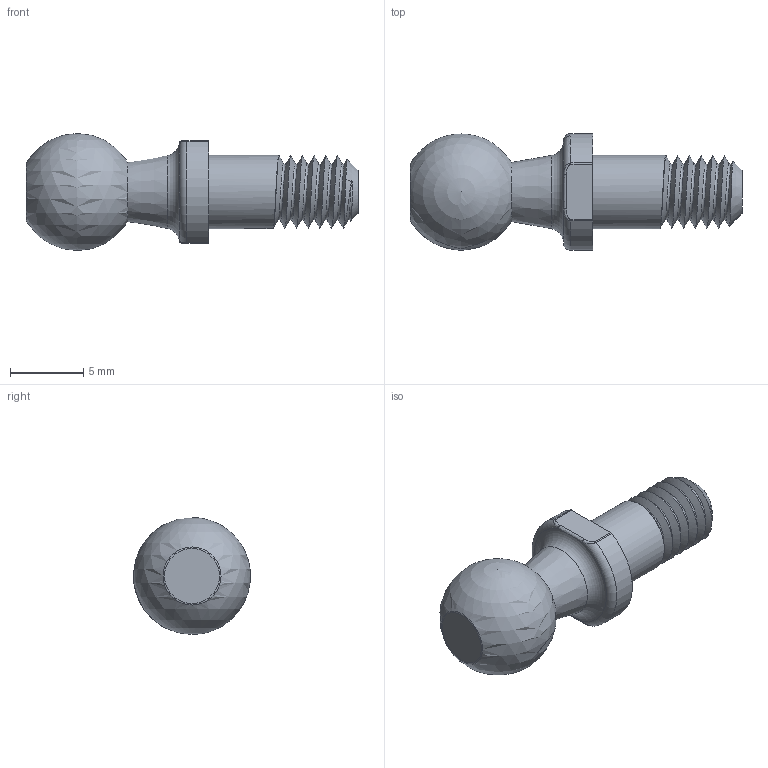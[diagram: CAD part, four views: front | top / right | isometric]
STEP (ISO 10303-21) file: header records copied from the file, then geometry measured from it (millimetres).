
FILE_DESCRIPTION (( 'STEP AP214' ), '1' );
FILE_NAME ('75.99.07.0002.step', '2021-04-02T17:59:38', ( '' ), ( '' ), 'SwSTEP 2.0', 'SolidWorks 2021', '' );
FILE_SCHEMA (( 'AUTOMOTIVE_DESIGN' ));
Length unit declared in the file: millimetre
Products named in the file (1): 75.99.07.0002
Bounding box: 22.7 x 7.98 x 8 mm (x, y, z)
Volume: 588.1 mm3; surface area: 544.7 mm2
Topology: 1 solids, 1 shells, 31 faces, 76 edges, 48 vertices
Faces by surface type: bspline 10, cylinder 7, plane 6, torus 4, cone 3, sphere 1
Full cylindrical faces by diameter (mm): 5 x1
Entity records: 2457 total; most frequent: CARTESIAN_POINT 1849, ORIENTED_EDGE 122, DIRECTION 107, EDGE_CURVE 61, AXIS2_PLACEMENT_3D 46, VERTEX_POINT 40, EDGE_LOOP 37, FACE_OUTER_BOUND 34
